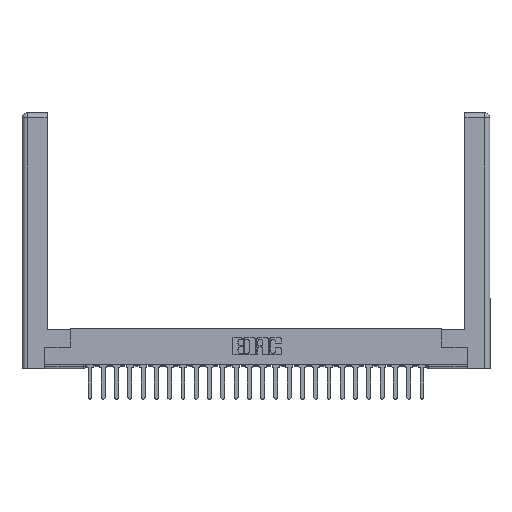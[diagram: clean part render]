
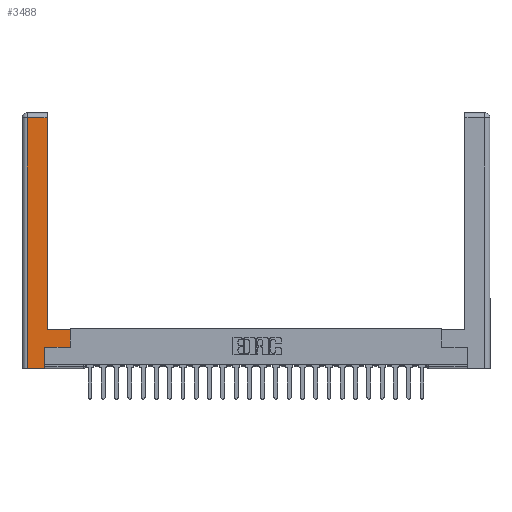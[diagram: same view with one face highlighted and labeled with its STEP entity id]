
A CAD part, top view. The second image highlights one B-rep face of the part: STEP entity #3488.
In plain terms, the highlighted planar face has unit normal (0, 0, 1).
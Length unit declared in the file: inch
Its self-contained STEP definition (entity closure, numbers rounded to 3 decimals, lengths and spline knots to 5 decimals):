
#16 = DIRECTION ( 'NONE',  ( 0., 1., 0. ) ) ;
#167 = VERTEX_POINT ( 'NONE', #10610 ) ;
#481 = ORIENTED_EDGE ( 'NONE', *, *, #6745, .T. ) ;
#731 = ORIENTED_EDGE ( 'NONE', *, *, #14571, .T. ) ;
#1786 = AXIS2_PLACEMENT_3D ( 'NONE', #25836, #19509, #4874 ) ;
#2072 = ORIENTED_EDGE ( 'NONE', *, *, #24364, .T. ) ;
#2191 = VERTEX_POINT ( 'NONE', #3526 ) ;
#2285 = LINE ( 'NONE', #22888, #8207 ) ;
#2424 = CARTESIAN_POINT ( 'NONE',  ( 0.0615, 0., 0. ) ) ;
#2860 = PLANE ( 'NONE',  #1786 ) ;
#3488 = ADVANCED_FACE ( 'NONE', ( #21571 ), #2860, .F. ) ;
#3526 = CARTESIAN_POINT ( 'NONE',  ( 0.0615, 0., 0. ) ) ;
#3711 = EDGE_CURVE ( 'NONE', #167, #20180, #18669, .T. ) ;
#3785 = VERTEX_POINT ( 'NONE', #12443 ) ;
#3958 = LINE ( 'NONE', #12340, #8525 ) ;
#4874 = DIRECTION ( 'NONE',  ( -1., 0., 0. ) ) ;
#5380 = VECTOR ( 'NONE', #18984, 39.37008 ) ;
#5471 = EDGE_CURVE ( 'NONE', #20180, #23018, #3958, .T. ) ;
#5612 = ORIENTED_EDGE ( 'NONE', *, *, #5471, .T. ) ;
#6372 = ORIENTED_EDGE ( 'NONE', *, *, #16223, .T. ) ;
#6373 = EDGE_CURVE ( 'NONE', #23018, #14866, #19843, .T. ) ;
#6745 = EDGE_CURVE ( 'NONE', #2191, #3785, #25627, .T. ) ;
#7159 = VECTOR ( 'NONE', #7892, 39.37008 ) ;
#7497 = CARTESIAN_POINT ( 'NONE',  ( 0.265, 0.245, 0. ) ) ;
#7892 = DIRECTION ( 'NONE',  ( -1., 0., 0. ) ) ;
#8207 = VECTOR ( 'NONE', #16, 39.37008 ) ;
#8525 = VECTOR ( 'NONE', #20817, 39.37008 ) ;
#9680 = DIRECTION ( 'NONE',  ( 1., 0., 0. ) ) ;
#9772 = CARTESIAN_POINT ( 'NONE',  ( 0.265, 0., 0. ) ) ;
#9908 = CARTESIAN_POINT ( 'NONE',  ( 0.0615, 2.94, 0. ) ) ;
#10044 = DIRECTION ( 'NONE',  ( 1., 0., 0. ) ) ;
#10610 = CARTESIAN_POINT ( 'NONE',  ( 0.565, 0.45, 0. ) ) ;
#11604 = LINE ( 'NONE', #2424, #5380 ) ;
#11827 = DIRECTION ( 'NONE',  ( 0., 1., 0. ) ) ;
#12297 = CARTESIAN_POINT ( 'NONE',  ( 0.565, 0.245, 0. ) ) ;
#12340 = CARTESIAN_POINT ( 'NONE',  ( 0.295, 3., 0. ) ) ;
#12443 = CARTESIAN_POINT ( 'NONE',  ( 0.265, 0., 0. ) ) ;
#12609 = CARTESIAN_POINT ( 'NONE',  ( 0.295, 0.45, 0. ) ) ;
#12644 = LINE ( 'NONE', #24412, #15577 ) ;
#12698 = EDGE_CURVE ( 'NONE', #20186, #21154, #15472, .T. ) ;
#14203 = VECTOR ( 'NONE', #10044, 39.37008 ) ;
#14571 = EDGE_CURVE ( 'NONE', #3785, #20186, #12644, .T. ) ;
#14866 = VERTEX_POINT ( 'NONE', #18791 ) ;
#15472 = LINE ( 'NONE', #12297, #14203 ) ;
#15577 = VECTOR ( 'NONE', #11827, 39.37008 ) ;
#16223 = EDGE_CURVE ( 'NONE', #14866, #2191, #11604, .T. ) ;
#17654 = CARTESIAN_POINT ( 'NONE',  ( 0.295, 2.94, 0. ) ) ;
#18001 = VECTOR ( 'NONE', #20593, 39.37008 ) ;
#18669 = LINE ( 'NONE', #26722, #18001 ) ;
#18791 = CARTESIAN_POINT ( 'NONE',  ( 0.0615, 2.94, 0. ) ) ;
#18984 = DIRECTION ( 'NONE',  ( 0., -1., 0. ) ) ;
#19509 = DIRECTION ( 'NONE',  ( 0., 0., -1. ) ) ;
#19843 = LINE ( 'NONE', #9908, #7159 ) ;
#20110 = EDGE_LOOP ( 'NONE', ( #5612, #26643, #6372, #481, #731, #22799, #2072, #23317 ) ) ;
#20159 = VECTOR ( 'NONE', #9680, 39.37008 ) ;
#20180 = VERTEX_POINT ( 'NONE', #12609 ) ;
#20186 = VERTEX_POINT ( 'NONE', #7497 ) ;
#20593 = DIRECTION ( 'NONE',  ( -1., 0., 0. ) ) ;
#20817 = DIRECTION ( 'NONE',  ( 0., 1., 0. ) ) ;
#21154 = VERTEX_POINT ( 'NONE', #25595 ) ;
#21571 = FACE_OUTER_BOUND ( 'NONE', #20110, .T. ) ;
#22799 = ORIENTED_EDGE ( 'NONE', *, *, #12698, .T. ) ;
#22888 = CARTESIAN_POINT ( 'NONE',  ( 0.565, 0.45, 0. ) ) ;
#23018 = VERTEX_POINT ( 'NONE', #17654 ) ;
#23317 = ORIENTED_EDGE ( 'NONE', *, *, #3711, .T. ) ;
#24364 = EDGE_CURVE ( 'NONE', #21154, #167, #2285, .T. ) ;
#24412 = CARTESIAN_POINT ( 'NONE',  ( 0.265, 0.245, 0. ) ) ;
#25595 = CARTESIAN_POINT ( 'NONE',  ( 0.565, 0.245, 0. ) ) ;
#25627 = LINE ( 'NONE', #9772, #20159 ) ;
#25836 = CARTESIAN_POINT ( 'NONE',  ( 0., 0., 0. ) ) ;
#26643 = ORIENTED_EDGE ( 'NONE', *, *, #6373, .T. ) ;
#26722 = CARTESIAN_POINT ( 'NONE',  ( 0.295, 0.45, 0. ) ) ;
